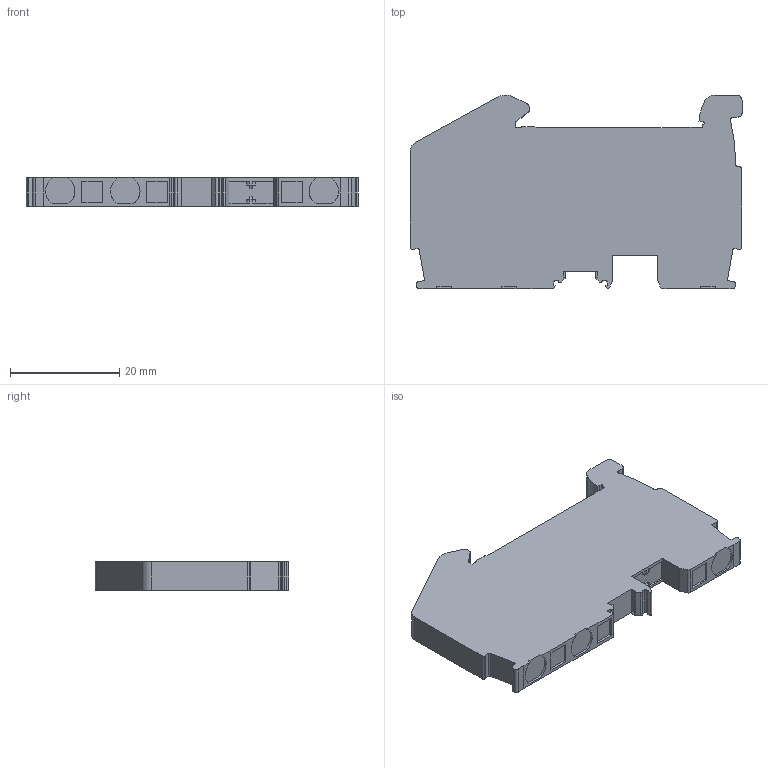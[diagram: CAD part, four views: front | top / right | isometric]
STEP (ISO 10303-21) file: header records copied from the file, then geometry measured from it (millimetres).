
FILE_DESCRIPTION( ( 'Unknown' ), '1' );
FILE_NAME( '零件13.stp', 'Unknown', ( 'Unknown' ), ( 'Unknown' ), 'XStep 1.0', 'Unknown', ' ' );
FILE_SCHEMA( ( 'automotive_design' ) );
Length unit declared in the file: millimetre
Products named in the file (1): 1
Bounding box: 60.7 x 35.4 x 5.15 mm (x, y, z)
Volume: 8985.7 mm3; surface area: 4707 mm2
Topology: 1 solids, 1 shells, 171 faces, 490 edges, 324 vertices
Faces by surface type: plane 112, cylinder 59
Entity records: 6964 total; most frequent: CARTESIAN_POINT 986, ORIENTED_EDGE 980, DIRECTION 954, EDGE_CURVE 490, LINE 370, VECTOR 370, VERTEX_POINT 324, AXIS2_PLACEMENT_3D 292
